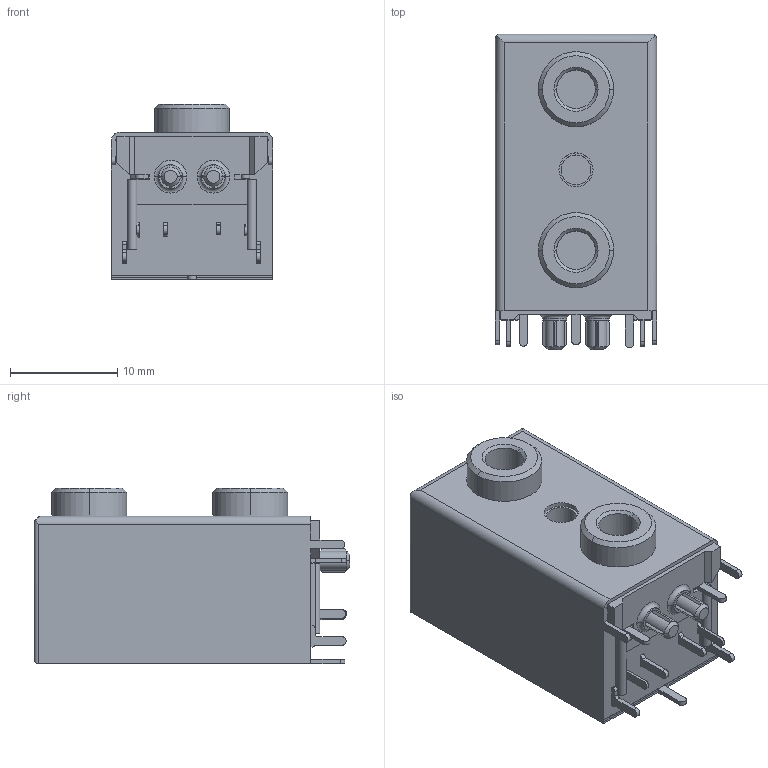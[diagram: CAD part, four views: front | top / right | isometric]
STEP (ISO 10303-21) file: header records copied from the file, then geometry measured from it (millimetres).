
FILE_DESCRIPTION (( 'STEP AP214' ), '1' );
FILE_NAME ('35RAPC7JS.STEP', '2016-07-13T14:44:49', ( '' ), ( '' ), 'SwSTEP 2.0', 'SolidWorks 2014', '' );
FILE_SCHEMA (( 'AUTOMOTIVE_DESIGN' ));
Length unit declared in the file: inch
Products named in the file (1): 35RAPC7JS
Bounding box: 15.04 x 29.46 x 16.37 mm (x, y, z)
Volume: 5215.6 mm3; surface area: 2930.8 mm2
Topology: 1 solids, 1 shells, 383 faces, 1012 edges, 658 vertices
Faces by surface type: plane 231, cylinder 66, bspline 46, cone 22, torus 18
Entity records: 14410 total; most frequent: CARTESIAN_POINT 5108, ORIENTED_EDGE 2024, DIRECTION 1744, EDGE_CURVE 1012, LINE 688, VECTOR 688, VERTEX_POINT 658, AXIS2_PLACEMENT_3D 528
